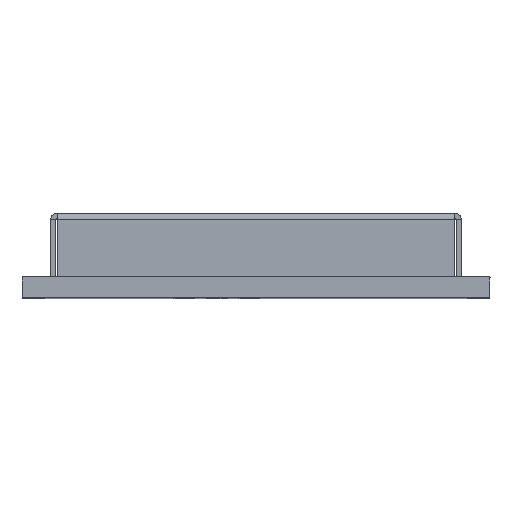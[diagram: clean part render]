
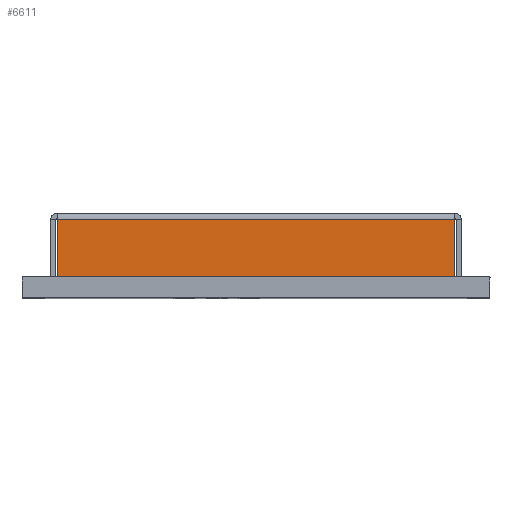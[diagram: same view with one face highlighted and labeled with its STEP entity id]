
A CAD part, top view. The second image highlights one B-rep face of the part: STEP entity #6611.
In plain terms, the highlighted planar face has unit normal (0, 0, 1).
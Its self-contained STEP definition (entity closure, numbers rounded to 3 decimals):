
#764 = EDGE_LOOP ( 'NONE', ( #11659, #12328, #15773, #3228 ) ) ;
#919 = CARTESIAN_POINT ( 'NONE',  ( 7.647, 0.8, 11.7 ) ) ;
#1039 = EDGE_CURVE ( 'NONE', #5548, #10054, #14923, .T. ) ;
#1183 = AXIS2_PLACEMENT_3D ( 'NONE', #1927, #11771, #17152 ) ;
#1579 = EDGE_CURVE ( 'NONE', #4494, #7472, #9723, .T. ) ;
#1927 = CARTESIAN_POINT ( 'NONE',  ( 0., 0., 11.7 ) ) ;
#2227 = DIRECTION ( 'NONE',  ( -1., 0., 0. ) ) ;
#2760 = CARTESIAN_POINT ( 'NONE',  ( 0., 3., 11.7 ) ) ;
#3228 = ORIENTED_EDGE ( 'NONE', *, *, #1579, .T. ) ;
#3327 = PLANE ( 'NONE',  #1183 ) ;
#3899 = LINE ( 'NONE', #15379, #12667 ) ;
#4037 = VECTOR ( 'NONE', #2227, 1000. ) ;
#4494 = VERTEX_POINT ( 'NONE', #14010 ) ;
#5548 = VERTEX_POINT ( 'NONE', #919 ) ;
#6611 = ADVANCED_FACE ( 'NONE', ( #8893 ), #3327, .T. ) ;
#7045 = LINE ( 'NONE', #11210, #12339 ) ;
#7472 = VERTEX_POINT ( 'NONE', #11909 ) ;
#7795 = CARTESIAN_POINT ( 'NONE',  ( -7.9, 0.8, 11.7 ) ) ;
#8893 = FACE_OUTER_BOUND ( 'NONE', #764, .T. ) ;
#9723 = LINE ( 'NONE', #2760, #12477 ) ;
#9738 = DIRECTION ( 'NONE',  ( 0., 1., 0. ) ) ;
#9892 = EDGE_CURVE ( 'NONE', #10054, #7472, #7045, .T. ) ;
#10054 = VERTEX_POINT ( 'NONE', #13602 ) ;
#11014 = DIRECTION ( 'NONE',  ( -1., 0., 0. ) ) ;
#11210 = CARTESIAN_POINT ( 'NONE',  ( -7.647, 3.05, 11.7 ) ) ;
#11659 = ORIENTED_EDGE ( 'NONE', *, *, #9892, .F. ) ;
#11771 = DIRECTION ( 'NONE',  ( 0., 0., 1. ) ) ;
#11909 = CARTESIAN_POINT ( 'NONE',  ( -7.647, 3., 11.7 ) ) ;
#12328 = ORIENTED_EDGE ( 'NONE', *, *, #1039, .F. ) ;
#12339 = VECTOR ( 'NONE', #12690, 1000. ) ;
#12477 = VECTOR ( 'NONE', #11014, 1000. ) ;
#12667 = VECTOR ( 'NONE', #9738, 1000. ) ;
#12690 = DIRECTION ( 'NONE',  ( 0., 1., 0. ) ) ;
#13602 = CARTESIAN_POINT ( 'NONE',  ( -7.647, 0.8, 11.7 ) ) ;
#14010 = CARTESIAN_POINT ( 'NONE',  ( 7.647, 3., 11.7 ) ) ;
#14923 = LINE ( 'NONE', #7795, #4037 ) ;
#15379 = CARTESIAN_POINT ( 'NONE',  ( 7.647, 0., 11.7 ) ) ;
#15620 = EDGE_CURVE ( 'NONE', #5548, #4494, #3899, .T. ) ;
#15773 = ORIENTED_EDGE ( 'NONE', *, *, #15620, .T. ) ;
#17152 = DIRECTION ( 'NONE',  ( 0., -1., 0. ) ) ;
